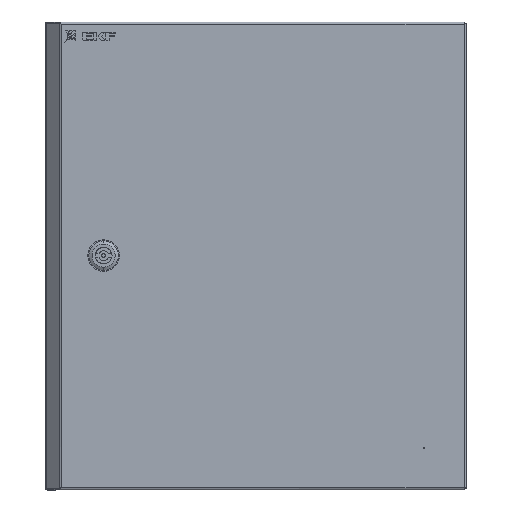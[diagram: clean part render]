
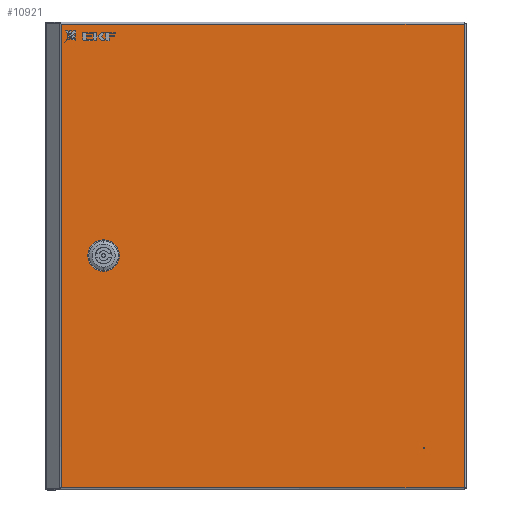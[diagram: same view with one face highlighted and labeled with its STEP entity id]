
A CAD part, top view. The second image highlights one B-rep face of the part: STEP entity #10921.
In plain terms, the highlighted face is planar.
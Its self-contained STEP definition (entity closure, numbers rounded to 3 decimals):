
#709 = CARTESIAN_POINT ( 'NONE',  ( 34.5, 0., 231. ) ) ;
#996 = DIRECTION ( 'NONE',  ( 0., -1., 0. ) ) ;
#1374 = DIRECTION ( 'NONE',  ( -1., 0., 0. ) ) ;
#1388 = EDGE_CURVE ( 'NONE', #33094, #9237, #15142, .T. ) ;
#1783 = VECTOR ( 'NONE', #37263, 1000. ) ;
#1887 = ORIENTED_EDGE ( 'NONE', *, *, #44762, .T. ) ;
#2315 = DIRECTION ( 'NONE',  ( 0., 0., -1. ) ) ;
#2443 = CARTESIAN_POINT ( 'NONE',  ( 384., 0., 441.75 ) ) ;
#2629 = CARTESIAN_POINT ( 'NONE',  ( 50.5, 0., 227.5 ) ) ;
#2633 = EDGE_CURVE ( 'NONE', #33700, #28178, #24833, .T. ) ;
#2937 = ORIENTED_EDGE ( 'NONE', *, *, #29740, .F. ) ;
#4742 = FACE_BOUND ( 'NONE', #37261, .T. ) ;
#4960 = EDGE_LOOP ( 'NONE', ( #22127, #17496, #18250, #15616, #2937, #36164, #15807, #42182 ) ) ;
#5942 = VECTOR ( 'NONE', #7061, 1000. ) ;
#6022 = CARTESIAN_POINT ( 'NONE',  ( 346., 0., 39.25 ) ) ;
#6125 = CIRCLE ( 'NONE', #30377, 3.5 ) ;
#6316 = VERTEX_POINT ( 'NONE', #20377 ) ;
#6733 = DIRECTION ( 'NONE',  ( 0., 1., 0. ) ) ;
#6843 = CARTESIAN_POINT ( 'NONE',  ( 346., 0., 38.75 ) ) ;
#7061 = DIRECTION ( 'NONE',  ( 1., 0., 0. ) ) ;
#7485 = LINE ( 'NONE', #27789, #24853 ) ;
#7712 = AXIS2_PLACEMENT_3D ( 'NONE', #12877, #37126, #16344 ) ;
#7795 = AXIS2_PLACEMENT_3D ( 'NONE', #27502, #6733, #30976 ) ;
#8224 = CIRCLE ( 'NONE', #11028, 3.5 ) ;
#8265 = CARTESIAN_POINT ( 'NONE',  ( 34.5, 0., 227.5 ) ) ;
#9237 = VERTEX_POINT ( 'NONE', #37360 ) ;
#9252 = CARTESIAN_POINT ( 'NONE',  ( 384., 0., 441.75 ) ) ;
#9529 = CARTESIAN_POINT ( 'NONE',  ( 384., 0., 442.5 ) ) ;
#10093 = EDGE_LOOP ( 'NONE', ( #26935, #16583, #44094, #38164 ) ) ;
#10312 = DIRECTION ( 'NONE',  ( 0., 0., 1. ) ) ;
#10363 = CIRCLE ( 'NONE', #7712, 3.5 ) ;
#10515 = DIRECTION ( 'NONE',  ( 0., 0., 1. ) ) ;
#10921 = ADVANCED_FACE ( 'NONE', ( #4742, #12871, #40539 ), #20669, .T. ) ;
#11028 = AXIS2_PLACEMENT_3D ( 'NONE', #35533, #14757, #39004 ) ;
#11042 = CARTESIAN_POINT ( 'NONE',  ( 47., 0., 211.5 ) ) ;
#11242 = DIRECTION ( 'NONE',  ( -1., 0., 0. ) ) ;
#11569 = CARTESIAN_POINT ( 'NONE',  ( 47., 0., 231. ) ) ;
#11728 = DIRECTION ( 'NONE',  ( 0., 0., -1. ) ) ;
#11792 = CARTESIAN_POINT ( 'NONE',  ( 34.5, 0., 231. ) ) ;
#12723 = CIRCLE ( 'NONE', #7795, 0.5 ) ;
#12871 = FACE_BOUND ( 'NONE', #4960, .T. ) ;
#12877 = CARTESIAN_POINT ( 'NONE',  ( 34.5, 0., 215. ) ) ;
#13347 = CARTESIAN_POINT ( 'NONE',  ( 0.785, 0., 441.75 ) ) ;
#13706 = LINE ( 'NONE', #30676, #40284 ) ;
#14757 = DIRECTION ( 'NONE',  ( 0., -1., 0. ) ) ;
#14986 = VECTOR ( 'NONE', #1374, 1000. ) ;
#15142 = LINE ( 'NONE', #35371, #5942 ) ;
#15162 = AXIS2_PLACEMENT_3D ( 'NONE', #25979, #37324, #2315 ) ;
#15243 = CARTESIAN_POINT ( 'NONE',  ( 50.5, 0., 215. ) ) ;
#15586 = VECTOR ( 'NONE', #11242, 1000. ) ;
#15616 = ORIENTED_EDGE ( 'NONE', *, *, #26932, .F. ) ;
#15673 = AXIS2_PLACEMENT_3D ( 'NONE', #21778, #996, #25250 ) ;
#15807 = ORIENTED_EDGE ( 'NONE', *, *, #29727, .F. ) ;
#16344 = DIRECTION ( 'NONE',  ( 0., 0., -1. ) ) ;
#16583 = ORIENTED_EDGE ( 'NONE', *, *, #1388, .T. ) ;
#16713 = VERTEX_POINT ( 'NONE', #11569 ) ;
#17222 = CARTESIAN_POINT ( 'NONE',  ( 31., 0., 227.5 ) ) ;
#17268 = EDGE_CURVE ( 'NONE', #35013, #17947, #10363, .T. ) ;
#17496 = ORIENTED_EDGE ( 'NONE', *, *, #32411, .F. ) ;
#17947 = VERTEX_POINT ( 'NONE', #37672 ) ;
#17950 = VECTOR ( 'NONE', #37997, 1000. ) ;
#18250 = ORIENTED_EDGE ( 'NONE', *, *, #25385, .F. ) ;
#20053 = CARTESIAN_POINT ( 'NONE',  ( 31., 0., 215. ) ) ;
#20244 = DIRECTION ( 'NONE',  ( 0., 0., -1. ) ) ;
#20377 = CARTESIAN_POINT ( 'NONE',  ( 31., 0., 227.5 ) ) ;
#20669 = PLANE ( 'NONE',  #15162 ) ;
#21778 = CARTESIAN_POINT ( 'NONE',  ( 47., 0., 227.5 ) ) ;
#22127 = ORIENTED_EDGE ( 'NONE', *, *, #17268, .F. ) ;
#22812 = VERTEX_POINT ( 'NONE', #709 ) ;
#23697 = DIRECTION ( 'NONE',  ( 1., 0., 0. ) ) ;
#24833 = LINE ( 'NONE', #9252, #15586 ) ;
#24853 = VECTOR ( 'NONE', #10515, 1000. ) ;
#25250 = DIRECTION ( 'NONE',  ( 0., 0., 1. ) ) ;
#25385 = EDGE_CURVE ( 'NONE', #22812, #6316, #6125, .T. ) ;
#25979 = CARTESIAN_POINT ( 'NONE',  ( 0., 0., 442.5 ) ) ;
#26098 = LINE ( 'NONE', #17222, #17950 ) ;
#26801 = VERTEX_POINT ( 'NONE', #11042 ) ;
#26932 = EDGE_CURVE ( 'NONE', #16713, #22812, #33403, .T. ) ;
#26935 = ORIENTED_EDGE ( 'NONE', *, *, #38533, .T. ) ;
#27502 = CARTESIAN_POINT ( 'NONE',  ( 346., 0., 38.75 ) ) ;
#27757 = EDGE_CURVE ( 'NONE', #32639, #28451, #12723, .T. ) ;
#27789 = CARTESIAN_POINT ( 'NONE',  ( 50.5, 0., 227.5 ) ) ;
#28178 = VERTEX_POINT ( 'NONE', #13347 ) ;
#28451 = VERTEX_POINT ( 'NONE', #42536 ) ;
#29727 = EDGE_CURVE ( 'NONE', #26801, #39377, #8224, .T. ) ;
#29740 = EDGE_CURVE ( 'NONE', #42936, #16713, #34777, .T. ) ;
#30220 = CARTESIAN_POINT ( 'NONE',  ( 0.785, 0., 0.75 ) ) ;
#30377 = AXIS2_PLACEMENT_3D ( 'NONE', #8265, #32503, #11728 ) ;
#30676 = CARTESIAN_POINT ( 'NONE',  ( 0.785, 0., 442.5 ) ) ;
#30976 = DIRECTION ( 'NONE',  ( 0., 0., 1. ) ) ;
#31069 = DIRECTION ( 'NONE',  ( 0., 1., 0. ) ) ;
#31612 = CIRCLE ( 'NONE', #32885, 0.5 ) ;
#32411 = EDGE_CURVE ( 'NONE', #6316, #35013, #26098, .T. ) ;
#32503 = DIRECTION ( 'NONE',  ( 0., -1., 0. ) ) ;
#32639 = VERTEX_POINT ( 'NONE', #6022 ) ;
#32885 = AXIS2_PLACEMENT_3D ( 'NONE', #6843, #31069, #10312 ) ;
#33094 = VERTEX_POINT ( 'NONE', #30220 ) ;
#33403 = LINE ( 'NONE', #11792, #14986 ) ;
#33700 = VERTEX_POINT ( 'NONE', #2443 ) ;
#34575 = EDGE_CURVE ( 'NONE', #39377, #42936, #7485, .T. ) ;
#34777 = CIRCLE ( 'NONE', #15673, 3.5 ) ;
#34819 = ORIENTED_EDGE ( 'NONE', *, *, #27757, .T. ) ;
#35013 = VERTEX_POINT ( 'NONE', #20053 ) ;
#35371 = CARTESIAN_POINT ( 'NONE',  ( -2.154, 0., 0.75 ) ) ;
#35533 = CARTESIAN_POINT ( 'NONE',  ( 47., 0., 215. ) ) ;
#36164 = ORIENTED_EDGE ( 'NONE', *, *, #34575, .F. ) ;
#37126 = DIRECTION ( 'NONE',  ( 0., -1., 0. ) ) ;
#37261 = EDGE_LOOP ( 'NONE', ( #34819, #1887 ) ) ;
#37263 = DIRECTION ( 'NONE',  ( 0., 0., -1. ) ) ;
#37324 = DIRECTION ( 'NONE',  ( 0., -1., 0. ) ) ;
#37360 = CARTESIAN_POINT ( 'NONE',  ( 384., 0., 0.75 ) ) ;
#37556 = LINE ( 'NONE', #9529, #1783 ) ;
#37672 = CARTESIAN_POINT ( 'NONE',  ( 34.5, 0., 211.5 ) ) ;
#37997 = DIRECTION ( 'NONE',  ( 0., 0., -1. ) ) ;
#38164 = ORIENTED_EDGE ( 'NONE', *, *, #2633, .T. ) ;
#38533 = EDGE_CURVE ( 'NONE', #28178, #33094, #13706, .T. ) ;
#38941 = EDGE_CURVE ( 'NONE', #33700, #9237, #37556, .T. ) ;
#39004 = DIRECTION ( 'NONE',  ( 0., 0., -1. ) ) ;
#39377 = VERTEX_POINT ( 'NONE', #15243 ) ;
#40284 = VECTOR ( 'NONE', #20244, 1000. ) ;
#40539 = FACE_OUTER_BOUND ( 'NONE', #10093, .T. ) ;
#40765 = LINE ( 'NONE', #44477, #41834 ) ;
#41814 = EDGE_CURVE ( 'NONE', #17947, #26801, #40765, .T. ) ;
#41834 = VECTOR ( 'NONE', #23697, 1000. ) ;
#42182 = ORIENTED_EDGE ( 'NONE', *, *, #41814, .F. ) ;
#42536 = CARTESIAN_POINT ( 'NONE',  ( 346., 0., 38.25 ) ) ;
#42936 = VERTEX_POINT ( 'NONE', #2629 ) ;
#44094 = ORIENTED_EDGE ( 'NONE', *, *, #38941, .F. ) ;
#44477 = CARTESIAN_POINT ( 'NONE',  ( 34.5, 0., 211.5 ) ) ;
#44762 = EDGE_CURVE ( 'NONE', #28451, #32639, #31612, .T. ) ;
